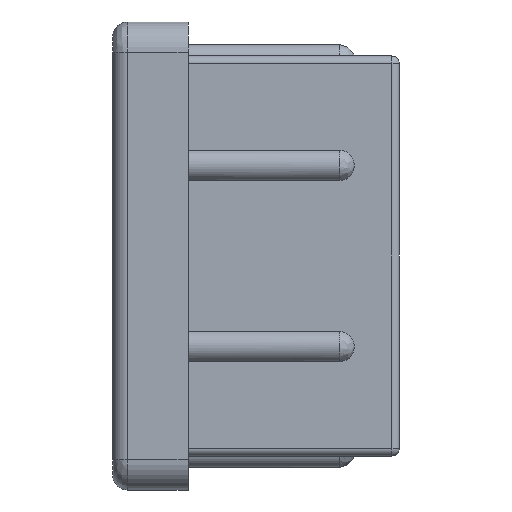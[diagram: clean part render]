
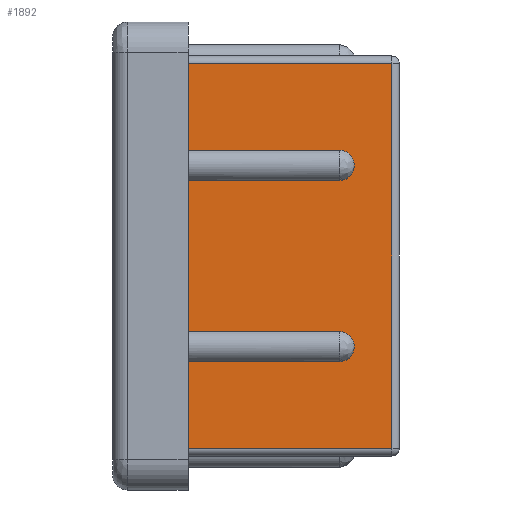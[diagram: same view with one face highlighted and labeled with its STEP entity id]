
A CAD part, left-side view. The second image highlights one B-rep face of the part: STEP entity #1892.
In plain terms, the highlighted planar face has unit normal (-1, 0, 0).
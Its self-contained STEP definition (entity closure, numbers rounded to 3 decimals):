
#40=B_SPLINE_CURVE_WITH_KNOTS('',3,(#3084,#3085,#3086,#3087,#3088,#3089,
#3090,#3091,#3092,#3093,#3094,#3095),.UNSPECIFIED.,.F.,.F.,(4,2,2,2,2,4),
(0.,0.038,0.076,0.114,0.151,
0.151),.UNSPECIFIED.);
#41=B_SPLINE_CURVE_WITH_KNOTS('',3,(#3099,#3100,#3101,#3102,#3103,#3104,
#3105,#3106,#3107,#3108,#3109,#3110),.UNSPECIFIED.,.F.,.F.,(4,2,2,2,2,4),
(0.,0.,0.037,0.075,0.113,
0.151),.UNSPECIFIED.);
#42=B_SPLINE_CURVE_WITH_KNOTS('',3,(#3118,#3119,#3120,#3121,#3122,#3123,
#3124,#3125,#3126,#3127,#3128,#3129),.UNSPECIFIED.,.F.,.F.,(4,2,2,2,2,4),
(0.,0.038,0.076,0.114,0.151,
0.151),.UNSPECIFIED.);
#43=B_SPLINE_CURVE_WITH_KNOTS('',3,(#3133,#3134,#3135,#3136,#3137,#3138,
#3139,#3140,#3141,#3142,#3143,#3144),.UNSPECIFIED.,.F.,.F.,(4,2,2,2,2,4),
(0.,0.,0.037,0.075,0.113,
0.151),.UNSPECIFIED.);
#64=PLANE('',#2023);
#196=LINE('',#3035,#372);
#198=LINE('',#3076,#374);
#199=LINE('',#3078,#375);
#200=LINE('',#3080,#376);
#201=LINE('',#3082,#377);
#202=LINE('',#3097,#378);
#203=LINE('',#3112,#379);
#204=LINE('',#3114,#380);
#205=LINE('',#3116,#381);
#206=LINE('',#3131,#382);
#207=LINE('',#3146,#383);
#208=LINE('',#3147,#384);
#372=VECTOR('',#2292,13.5);
#374=VECTOR('',#2306,25.5);
#375=VECTOR('',#2307,13.5);
#376=VECTOR('',#2308,5.75);
#377=VECTOR('',#2309,10.04);
#378=VECTOR('',#2310,0.083);
#379=VECTOR('',#2311,10.04);
#380=VECTOR('',#2312,10.);
#381=VECTOR('',#2313,10.04);
#382=VECTOR('',#2314,0.083);
#383=VECTOR('',#2315,10.04);
#384=VECTOR('',#2316,5.75);
#536=FACE_OUTER_BOUND('',#642,.T.);
#642=EDGE_LOOP('',(#1423,#1424,#1425,#1426,#1427,#1428,#1429,#1430,#1431,
#1432,#1433,#1434,#1435,#1436,#1437,#1438));
#894=VERTEX_POINT('',#3030);
#895=VERTEX_POINT('',#3034);
#898=VERTEX_POINT('',#3075);
#899=VERTEX_POINT('',#3077);
#900=VERTEX_POINT('',#3079);
#901=VERTEX_POINT('',#3081);
#902=VERTEX_POINT('',#3083);
#903=VERTEX_POINT('',#3096);
#904=VERTEX_POINT('',#3098);
#905=VERTEX_POINT('',#3111);
#906=VERTEX_POINT('',#3113);
#907=VERTEX_POINT('',#3115);
#908=VERTEX_POINT('',#3117);
#909=VERTEX_POINT('',#3130);
#910=VERTEX_POINT('',#3132);
#911=VERTEX_POINT('',#3145);
#1102=EDGE_CURVE('',#894,#895,#196,.T.);
#1108=EDGE_CURVE('',#898,#894,#198,.T.);
#1109=EDGE_CURVE('',#899,#898,#199,.T.);
#1110=EDGE_CURVE('',#900,#899,#200,.T.);
#1111=EDGE_CURVE('',#900,#901,#201,.T.);
#1112=EDGE_CURVE('',#902,#901,#40,.F.);
#1113=EDGE_CURVE('',#902,#903,#202,.T.);
#1114=EDGE_CURVE('',#903,#904,#41,.T.);
#1115=EDGE_CURVE('',#904,#905,#203,.T.);
#1116=EDGE_CURVE('',#906,#905,#204,.T.);
#1117=EDGE_CURVE('',#906,#907,#205,.T.);
#1118=EDGE_CURVE('',#908,#907,#42,.F.);
#1119=EDGE_CURVE('',#908,#909,#206,.T.);
#1120=EDGE_CURVE('',#909,#910,#43,.T.);
#1121=EDGE_CURVE('',#910,#911,#207,.T.);
#1122=EDGE_CURVE('',#895,#911,#208,.T.);
#1423=ORIENTED_EDGE('',*,*,#1102,.F.);
#1424=ORIENTED_EDGE('',*,*,#1108,.F.);
#1425=ORIENTED_EDGE('',*,*,#1109,.F.);
#1426=ORIENTED_EDGE('',*,*,#1110,.F.);
#1427=ORIENTED_EDGE('',*,*,#1111,.T.);
#1428=ORIENTED_EDGE('',*,*,#1112,.F.);
#1429=ORIENTED_EDGE('',*,*,#1113,.T.);
#1430=ORIENTED_EDGE('',*,*,#1114,.T.);
#1431=ORIENTED_EDGE('',*,*,#1115,.T.);
#1432=ORIENTED_EDGE('',*,*,#1116,.F.);
#1433=ORIENTED_EDGE('',*,*,#1117,.T.);
#1434=ORIENTED_EDGE('',*,*,#1118,.F.);
#1435=ORIENTED_EDGE('',*,*,#1119,.T.);
#1436=ORIENTED_EDGE('',*,*,#1120,.T.);
#1437=ORIENTED_EDGE('',*,*,#1121,.T.);
#1438=ORIENTED_EDGE('',*,*,#1122,.F.);
#1892=ADVANCED_FACE('',(#536),#64,.T.);
#2023=AXIS2_PLACEMENT_3D('',#3074,#2304,#2305);
#2292=DIRECTION('',(0.,1.,0.));
#2304=DIRECTION('center_axis',(-1.,0.,0.));
#2305=DIRECTION('ref_axis',(0.,0.,1.));
#2306=DIRECTION('',(0.,0.,-1.));
#2307=DIRECTION('',(0.,-1.,0.));
#2308=DIRECTION('',(0.,0.,1.));
#2309=DIRECTION('',(0.,-1.,0.));
#2310=DIRECTION('',(0.,0.,-1.));
#2311=DIRECTION('',(0.,1.,0.));
#2312=DIRECTION('',(0.,0.,1.));
#2313=DIRECTION('',(0.,-1.,0.));
#2314=DIRECTION('',(0.,0.,-1.));
#2315=DIRECTION('',(0.,1.,0.));
#2316=DIRECTION('',(0.,0.,1.));
#3030=CARTESIAN_POINT('',(0.,0.5,-26.));
#3034=CARTESIAN_POINT('',(0.,14.,-26.));
#3035=CARTESIAN_POINT('',(0.,0.,-26.));
#3074=CARTESIAN_POINT('Origin',(0.,0.,-26.5));
#3075=CARTESIAN_POINT('',(0.,0.5,-0.5));
#3076=CARTESIAN_POINT('',(0.,0.5,-19.875));
#3077=CARTESIAN_POINT('',(0.,14.,-0.5));
#3078=CARTESIAN_POINT('',(0.,0.,-0.5));
#3079=CARTESIAN_POINT('',(0.,14.,-6.25));
#3080=CARTESIAN_POINT('',(0.,14.,-26.5));
#3081=CARTESIAN_POINT('',(0.,3.96,-6.25));
#3082=CARTESIAN_POINT('',(0.,14.,-6.25));
#3083=CARTESIAN_POINT('',(0.,3.,-7.208));
#3084=CARTESIAN_POINT('Ctrl Pts',(0.,3.96,-6.25));
#3085=CARTESIAN_POINT('Ctrl Pts',(0.,3.833,
-6.25));
#3086=CARTESIAN_POINT('Ctrl Pts',(0.,3.707,
-6.275));
#3087=CARTESIAN_POINT('Ctrl Pts',(0.,3.473,
-6.373));
#3088=CARTESIAN_POINT('Ctrl Pts',(0.,3.367,
-6.444));
#3089=CARTESIAN_POINT('Ctrl Pts',(0.,3.189,
-6.624));
#3090=CARTESIAN_POINT('Ctrl Pts',(0.,3.119,
-6.73));
#3091=CARTESIAN_POINT('Ctrl Pts',(0.,3.025,
-6.961));
#3092=CARTESIAN_POINT('Ctrl Pts',(0.,3.,
-7.082));
#3093=CARTESIAN_POINT('Ctrl Pts',(0.,3.,
-7.206));
#3094=CARTESIAN_POINT('Ctrl Pts',(0.,3.,-7.207));
#3095=CARTESIAN_POINT('Ctrl Pts',(0.,3.,-7.208));
#3096=CARTESIAN_POINT('',(0.,3.,-7.292));
#3097=CARTESIAN_POINT('',(0.,3.,-16.875));
#3098=CARTESIAN_POINT('',(0.,3.96,-8.25));
#3099=CARTESIAN_POINT('Ctrl Pts',(0.,3.,-7.292));
#3100=CARTESIAN_POINT('Ctrl Pts',(0.,3.,-7.293));
#3101=CARTESIAN_POINT('Ctrl Pts',(0.,3.,-7.294));
#3102=CARTESIAN_POINT('Ctrl Pts',(0.,3.,-7.418));
#3103=CARTESIAN_POINT('Ctrl Pts',(0.,3.025,
-7.539));
#3104=CARTESIAN_POINT('Ctrl Pts',(0.,3.119,
-7.77));
#3105=CARTESIAN_POINT('Ctrl Pts',(0.,3.189,
-7.876));
#3106=CARTESIAN_POINT('Ctrl Pts',(0.,3.367,
-8.056));
#3107=CARTESIAN_POINT('Ctrl Pts',(0.,3.473,
-8.127));
#3108=CARTESIAN_POINT('Ctrl Pts',(0.,3.707,
-8.225));
#3109=CARTESIAN_POINT('Ctrl Pts',(0.,3.833,
-8.25));
#3110=CARTESIAN_POINT('Ctrl Pts',(0.,3.96,-8.25));
#3111=CARTESIAN_POINT('',(0.,14.,-8.25));
#3112=CARTESIAN_POINT('',(0.,14.,-8.25));
#3113=CARTESIAN_POINT('',(0.,14.,-18.25));
#3114=CARTESIAN_POINT('',(0.,14.,-26.5));
#3115=CARTESIAN_POINT('',(0.,3.96,-18.25));
#3116=CARTESIAN_POINT('',(0.,14.,-18.25));
#3117=CARTESIAN_POINT('',(0.,3.,-19.208));
#3118=CARTESIAN_POINT('Ctrl Pts',(0.,3.96,
-18.25));
#3119=CARTESIAN_POINT('Ctrl Pts',(0.,3.833,
-18.25));
#3120=CARTESIAN_POINT('Ctrl Pts',(0.,3.707,
-18.275));
#3121=CARTESIAN_POINT('Ctrl Pts',(0.,3.473,
-18.373));
#3122=CARTESIAN_POINT('Ctrl Pts',(0.,3.367,
-18.444));
#3123=CARTESIAN_POINT('Ctrl Pts',(0.,3.189,
-18.624));
#3124=CARTESIAN_POINT('Ctrl Pts',(0.,3.119,
-18.73));
#3125=CARTESIAN_POINT('Ctrl Pts',(0.,3.025,
-18.961));
#3126=CARTESIAN_POINT('Ctrl Pts',(0.,3.,
-19.082));
#3127=CARTESIAN_POINT('Ctrl Pts',(0.,3.,
-19.206));
#3128=CARTESIAN_POINT('Ctrl Pts',(0.,3.,-19.207));
#3129=CARTESIAN_POINT('Ctrl Pts',(0.,3.,-19.208));
#3130=CARTESIAN_POINT('',(0.,3.,-19.292));
#3131=CARTESIAN_POINT('',(0.,3.,-22.875));
#3132=CARTESIAN_POINT('',(0.,3.96,-20.25));
#3133=CARTESIAN_POINT('Ctrl Pts',(0.,3.,-19.292));
#3134=CARTESIAN_POINT('Ctrl Pts',(0.,3.,-19.293));
#3135=CARTESIAN_POINT('Ctrl Pts',(0.,3.,
-19.294));
#3136=CARTESIAN_POINT('Ctrl Pts',(0.,3.,
-19.418));
#3137=CARTESIAN_POINT('Ctrl Pts',(0.,3.025,
-19.539));
#3138=CARTESIAN_POINT('Ctrl Pts',(0.,3.119,
-19.77));
#3139=CARTESIAN_POINT('Ctrl Pts',(0.,3.189,
-19.876));
#3140=CARTESIAN_POINT('Ctrl Pts',(0.,3.367,
-20.056));
#3141=CARTESIAN_POINT('Ctrl Pts',(0.,3.473,
-20.127));
#3142=CARTESIAN_POINT('Ctrl Pts',(0.,3.707,
-20.225));
#3143=CARTESIAN_POINT('Ctrl Pts',(0.,3.833,
-20.25));
#3144=CARTESIAN_POINT('Ctrl Pts',(0.,3.96,
-20.25));
#3145=CARTESIAN_POINT('',(0.,14.,-20.25));
#3146=CARTESIAN_POINT('',(0.,14.,-20.25));
#3147=CARTESIAN_POINT('',(0.,14.,-26.5));
